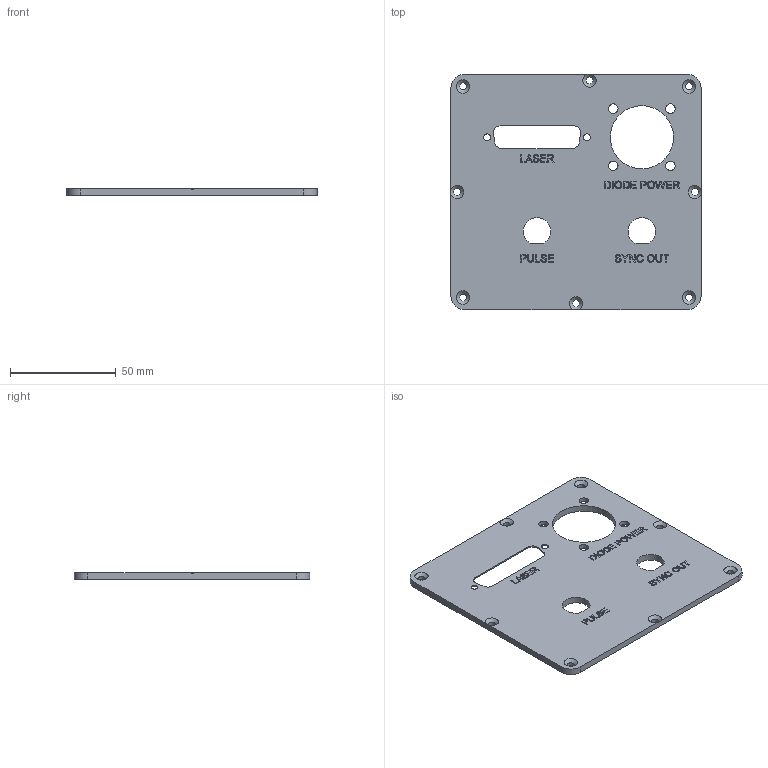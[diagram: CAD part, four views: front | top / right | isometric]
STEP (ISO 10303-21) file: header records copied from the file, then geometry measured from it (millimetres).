
FILE_DESCRIPTION (( 'STEP AP214' ), '1' );
FILE_NAME ('101833-001-A.STEP', '2025-10-01T22:37:27', ( 'admin' ), ( '' ), 'SwSTEP 2.0', 'SolidWorks 2023', '' );
FILE_SCHEMA (( 'AUTOMOTIVE_DESIGN' ));
Length unit declared in the file: inch
Products named in the file (1): 101833-001-A
Bounding box: 118.11 x 111.12 x 3.2 mm (x, y, z)
Volume: 33627.5 mm3; surface area: 26021.8 mm2
Topology: 1 solids, 1 shells, 422 faces, 1141 edges, 758 vertices
Faces by surface type: plane 242, bspline 136, cylinder 32, cone 12
Full cylindrical faces by diameter (mm): 2.5 x3, 3.277 x2, 3.4 x8, 4.5 x4, 29.845 x1
Entity records: 25433 total; most frequent: CARTESIAN_POINT 11192, ORIENTED_EDGE 2206, DIRECTION 1477, EDGE_CURVE 1103, VECTOR 751, LINE 751, VERTEX_POINT 750, EDGE_LOOP 525
